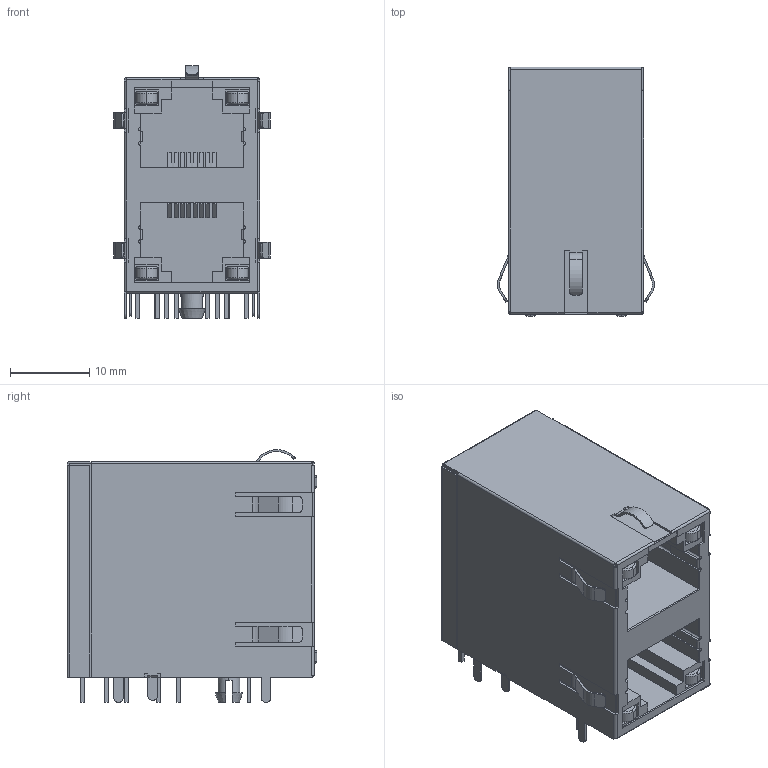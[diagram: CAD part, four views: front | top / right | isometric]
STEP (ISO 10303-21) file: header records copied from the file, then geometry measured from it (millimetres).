
FILE_DESCRIPTION (( 'STEP AP214' ), '1' );
FILE_NAME ('RJ45-TH_HC-RJ45-059C.STEP', '2023-09-06T08:06:03', ( '' ), ( '' ), 'SwSTEP 2.0', 'SolidWorks 2020', '' );
FILE_SCHEMA (( 'AUTOMOTIVE_DESIGN' ));
Length unit declared in the file: millimetre
Products named in the file (1): RJ45-TH_HC-RJ45-059C
Bounding box: 19.83 x 31.54 x 31.97 mm (x, y, z)
Volume: 11845.2 mm3; surface area: 10869.1 mm2
Topology: 3 solids, 3 shells, 875 faces, 2343 edges, 1514 vertices
Faces by surface type: plane 631, cylinder 122, bspline 104, torus 16, cone 2
Entity records: 37242 total; most frequent: CARTESIAN_POINT 6171, ORIENTED_EDGE 4686, DIRECTION 3939, EDGE_CURVE 2343, VECTOR 1859, LINE 1859, VERTEX_POINT 1514, AXIS2_PLACEMENT_3D 1040
